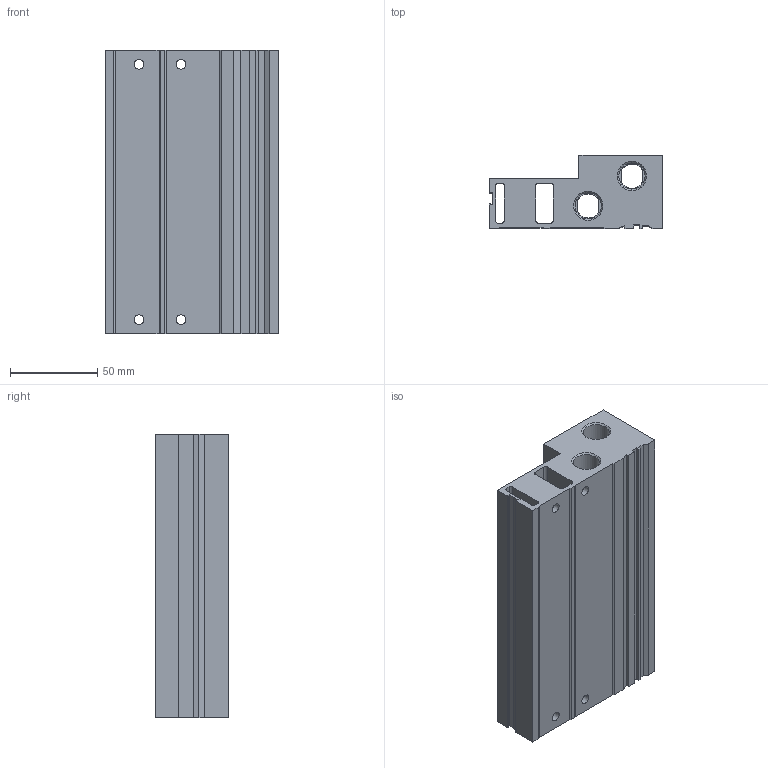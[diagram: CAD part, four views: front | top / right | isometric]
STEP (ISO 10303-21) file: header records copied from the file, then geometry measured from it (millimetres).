
FILE_DESCRIPTION(/* description */ ('STEP AP214'),/* implementation_level */ '2;1');
FILE_NAME(/* name */ '525236_MHA4-PR6-3-1_4',/* time_stamp */ '2024-09-05T12:51:03+02:00',/* author */ ('License CC BY-ND 4.0'),/* organization */ ('CADENAS'),/* preprocessor_version */ 'ST-DEVELOPER v19.3',/* originating_system */ 'PARTsolutions',/* authorisation */ ' ');
FILE_SCHEMA (('AUTOMOTIVE_DESIGN {1 0 10303 214 3 1 1}'));
Length unit declared in the file: millimetre
Products named in the file (1): 525236 MHA4-PR6-3-1/4
Bounding box: 99 x 42 x 162 mm (x, y, z)
Volume: 423081.5 mm3; surface area: 100634.7 mm2
Topology: 1 solids, 1 shells, 194 faces, 554 edges, 358 vertices
Faces by surface type: cylinder 80, cone 58, plane 56
Full cylindrical faces by diameter (mm): 3.242 x12, 5 x6, 5.2 x6, 5.5 x4, 6 x18, 10 x4, 11.445 x6, 14.95 x4
Entity records: 5668 total; most frequent: CARTESIAN_POINT 1247, DIRECTION 894, ORIENTED_EDGE 752, FACE_BOUND 378, EDGE_CURVE 376, AXIS2_PLACEMENT_3D 365, EDGE_LOOP 354, VERTEX_POINT 316
